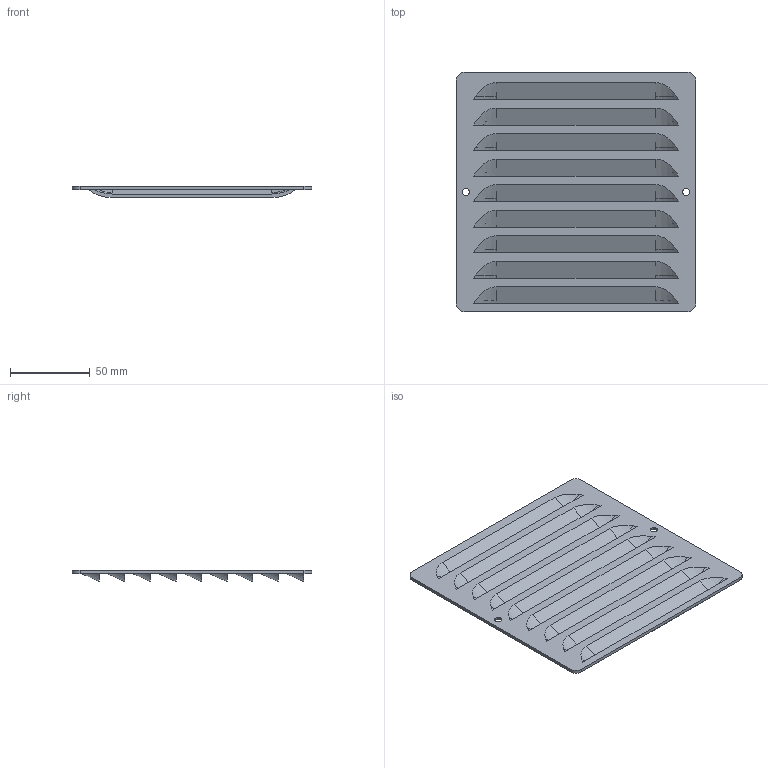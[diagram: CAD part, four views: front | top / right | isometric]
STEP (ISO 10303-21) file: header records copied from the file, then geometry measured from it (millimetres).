
FILE_DESCRIPTION (( 'STEP AP214' ), '1' );
FILE_NAME ('MGE80.STEP', '2020-06-05T13:22:47', ( '' ), ( '' ), 'SwSTEP 2.0', 'SolidWorks 2017', '' );
FILE_SCHEMA (( 'AUTOMOTIVE_DESIGN' ));
Length unit declared in the file: millimetre
Products named in the file (1): MGE80
Bounding box: 150 x 150 x 7 mm (x, y, z)
Volume: 47107.8 mm3; surface area: 53135.6 mm2
Topology: 1 solids, 1 shells, 108 faces, 330 edges, 224 vertices
Faces by surface type: bspline 54, plane 42, cylinder 8, cone 4
Entity records: 5803 total; most frequent: CARTESIAN_POINT 3158, ORIENTED_EDGE 660, EDGE_CURVE 330, DIRECTION 327, VERTEX_POINT 224, B_SPLINE_CURVE_WITH_KNOTS 151, LINE 141, VECTOR 141
